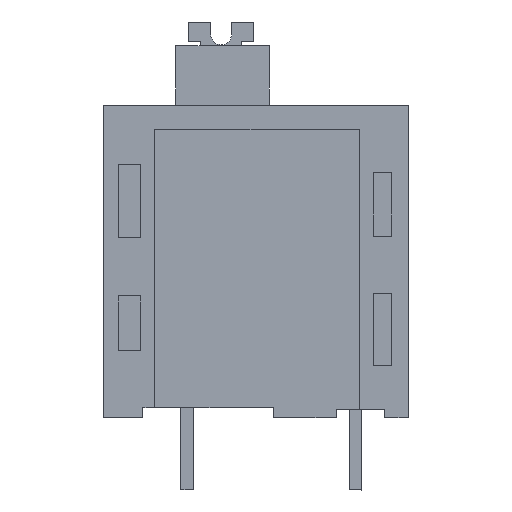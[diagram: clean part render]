
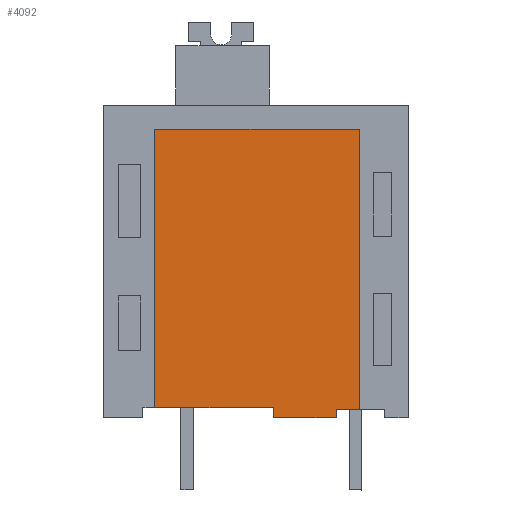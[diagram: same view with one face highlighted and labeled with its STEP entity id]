
A CAD part, left-side view. The second image highlights one B-rep face of the part: STEP entity #4092.
In plain terms, the highlighted planar face has unit normal (-1, 0, 0).
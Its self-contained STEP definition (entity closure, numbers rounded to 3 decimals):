
#4068=AXIS2_PLACEMENT_3D('Plane Axis2P3D',#4065,#4066,#4067) ;
#355=CARTESIAN_POINT('Vertex',(1.1,6.55,4.)) ;
#358=CARTESIAN_POINT('Line Origine',(1.1,9.439,4.)) ;
#362=CARTESIAN_POINT('Vertex',(1.1,12.329,4.)) ;
#389=CARTESIAN_POINT('Line Origine',(1.1,12.329,10.764)) ;
#393=CARTESIAN_POINT('Vertex',(1.1,12.329,17.529)) ;
#418=CARTESIAN_POINT('Vertex',(1.1,2.371,17.529)) ;
#421=CARTESIAN_POINT('Line Origine',(1.1,7.35,17.529)) ;
#439=CARTESIAN_POINT('Line Origine',(1.1,2.371,10.714)) ;
#443=CARTESIAN_POINT('Vertex',(1.1,2.371,3.9)) ;
#468=CARTESIAN_POINT('Vertex',(1.1,3.5,3.9)) ;
#485=CARTESIAN_POINT('Line Origine',(1.1,2.936,3.9)) ;
#4049=CARTESIAN_POINT('Vertex',(1.1,6.55,3.5)) ;
#4052=CARTESIAN_POINT('Line Origine',(1.1,6.55,3.75)) ;
#4065=CARTESIAN_POINT('Axis2P3D Location',(1.1,14.8,0.)) ;
#4070=CARTESIAN_POINT('Line Origine',(1.1,5.025,3.5)) ;
#4074=CARTESIAN_POINT('Vertex',(1.1,3.5,3.5)) ;
#4077=CARTESIAN_POINT('Line Origine',(1.1,3.5,3.7)) ;
#359=DIRECTION('Vector Direction',(0.,1.,0.)) ;
#390=DIRECTION('Vector Direction',(0.,0.,-1.)) ;
#422=DIRECTION('Vector Direction',(0.,-1.,0.)) ;
#440=DIRECTION('Vector Direction',(0.,0.,1.)) ;
#486=DIRECTION('Vector Direction',(0.,-1.,0.)) ;
#4053=DIRECTION('Vector Direction',(0.,0.,1.)) ;
#4066=DIRECTION('Axis2P3D Direction',(-1.,0.,0.)) ;
#4067=DIRECTION('Axis2P3D XDirection',(0.,-1.,0.)) ;
#4071=DIRECTION('Vector Direction',(0.,1.,0.)) ;
#4078=DIRECTION('Vector Direction',(0.,0.,1.)) ;
#360=VECTOR('Line Direction',#359,1.) ;
#391=VECTOR('Line Direction',#390,1.) ;
#423=VECTOR('Line Direction',#422,1.) ;
#441=VECTOR('Line Direction',#440,1.) ;
#487=VECTOR('Line Direction',#486,1.) ;
#4054=VECTOR('Line Direction',#4053,1.) ;
#4072=VECTOR('Line Direction',#4071,1.) ;
#4079=VECTOR('Line Direction',#4078,1.) ;
#4083=ORIENTED_EDGE('',*,*,#364,.F.) ;
#4084=ORIENTED_EDGE('',*,*,#4056,.F.) ;
#4085=ORIENTED_EDGE('',*,*,#4076,.T.) ;
#4086=ORIENTED_EDGE('',*,*,#4081,.T.) ;
#4087=ORIENTED_EDGE('',*,*,#489,.T.) ;
#4088=ORIENTED_EDGE('',*,*,#445,.T.) ;
#4089=ORIENTED_EDGE('',*,*,#425,.T.) ;
#4090=ORIENTED_EDGE('',*,*,#395,.T.) ;
#4092=ADVANCED_FACE('HOUSING',(#4091),#4069,.T.) ;
#364=EDGE_CURVE('',#356,#363,#361,.T.) ;
#395=EDGE_CURVE('',#394,#363,#392,.T.) ;
#425=EDGE_CURVE('',#419,#394,#424,.F.) ;
#445=EDGE_CURVE('',#444,#419,#442,.T.) ;
#489=EDGE_CURVE('',#469,#444,#488,.T.) ;
#4056=EDGE_CURVE('',#4050,#356,#4055,.T.) ;
#4076=EDGE_CURVE('',#4050,#4075,#4073,.F.) ;
#4081=EDGE_CURVE('',#4075,#469,#4080,.T.) ;
#4082=EDGE_LOOP('',(#4083,#4084,#4085,#4086,#4087,#4088,#4089,#4090)) ;
#4091=FACE_OUTER_BOUND('',#4082,.T.) ;
#361=LINE('Line',#358,#360) ;
#392=LINE('Line',#389,#391) ;
#424=LINE('Line',#421,#423) ;
#442=LINE('Line',#439,#441) ;
#488=LINE('Line',#485,#487) ;
#4055=LINE('Line',#4052,#4054) ;
#4073=LINE('Line',#4070,#4072) ;
#4080=LINE('Line',#4077,#4079) ;
#4069=PLANE('',#4068) ;
#356=VERTEX_POINT('',#355) ;
#363=VERTEX_POINT('',#362) ;
#394=VERTEX_POINT('',#393) ;
#419=VERTEX_POINT('',#418) ;
#444=VERTEX_POINT('',#443) ;
#469=VERTEX_POINT('',#468) ;
#4050=VERTEX_POINT('',#4049) ;
#4075=VERTEX_POINT('',#4074) ;
